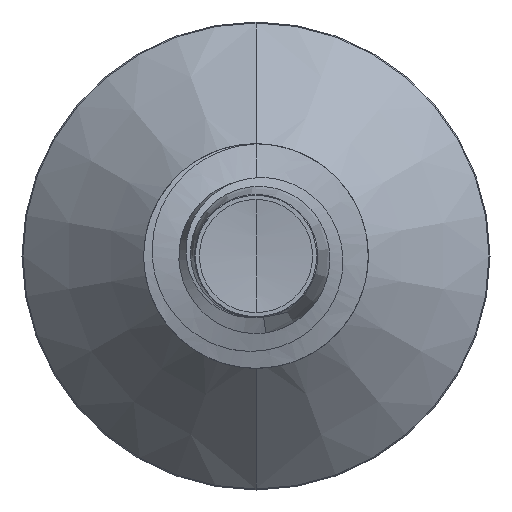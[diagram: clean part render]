
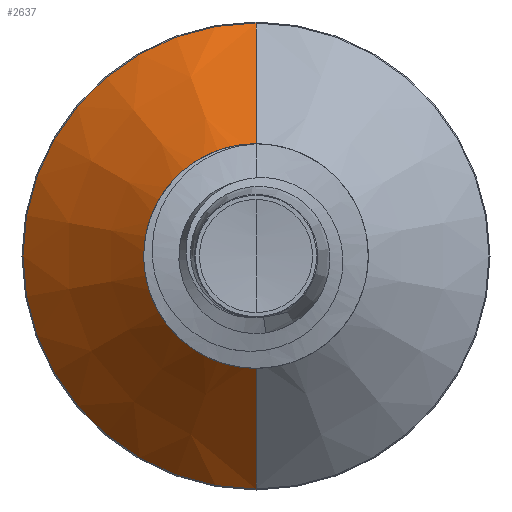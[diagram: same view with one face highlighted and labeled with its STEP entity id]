
A CAD part, front view. The second image highlights one B-rep face of the part: STEP entity #2637.
In plain terms, the highlighted conical face has half-angle 45 degrees and reference radius 1.633 mm.
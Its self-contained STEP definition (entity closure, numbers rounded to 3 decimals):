
#25 = DIRECTION ( 'NONE',  ( 0., 0., 1. ) ) ;
#28 = DIRECTION ( 'NONE',  ( 0., 1., 0. ) ) ;
#45 = CARTESIAN_POINT ( 'NONE',  ( 0., 6.332, 0. ) ) ;
#188 = DIRECTION ( 'NONE',  ( 0., 0.707, 0.707 ) ) ;
#212 = CARTESIAN_POINT ( 'NONE',  ( 0., 6.332, 1.632 ) ) ;
#494 = LINE ( 'NONE', #4146, #7064 ) ;
#2017 = EDGE_LOOP ( 'NONE', ( #2495, #12602, #9494, #4219 ) ) ;
#2279 = CARTESIAN_POINT ( 'NONE',  ( 0., 6.332, -1.632 ) ) ;
#2495 = ORIENTED_EDGE ( 'NONE', *, *, #10676, .F. ) ;
#2637 = ADVANCED_FACE ( 'NONE', ( #5134 ), #2914, .T. ) ;
#2902 = CARTESIAN_POINT ( 'NONE',  ( 0., 6.332, 1.632 ) ) ;
#2914 = CONICAL_SURFACE ( 'NONE', #7791, 1.632, 0.785 ) ;
#4146 = CARTESIAN_POINT ( 'NONE',  ( 0., 6.332, -1.632 ) ) ;
#4185 = DIRECTION ( 'NONE',  ( 0., 0.707, -0.707 ) ) ;
#4219 = ORIENTED_EDGE ( 'NONE', *, *, #9377, .F. ) ;
#4266 = CARTESIAN_POINT ( 'NONE',  ( 0., 8.335, 3.635 ) ) ;
#4377 = AXIS2_PLACEMENT_3D ( 'NONE', #11728, #11725, #11720 ) ;
#4664 = VERTEX_POINT ( 'NONE', #2279 ) ;
#5134 = FACE_OUTER_BOUND ( 'NONE', #2017, .T. ) ;
#5459 = CARTESIAN_POINT ( 'NONE',  ( 0., 8.335, -3.635 ) ) ;
#5470 = AXIS2_PLACEMENT_3D ( 'NONE', #45, #28, #25 ) ;
#5958 = DIRECTION ( 'NONE',  ( 0., 1., 0. ) ) ;
#5991 = DIRECTION ( 'NONE',  ( 0., 0., 1. ) ) ;
#6008 = CARTESIAN_POINT ( 'NONE',  ( 0., 6.332, 0. ) ) ;
#7064 = VECTOR ( 'NONE', #4185, 1000. ) ;
#7791 = AXIS2_PLACEMENT_3D ( 'NONE', #6008, #5958, #5991 ) ;
#7853 = VERTEX_POINT ( 'NONE', #5459 ) ;
#7960 = VECTOR ( 'NONE', #188, 1000. ) ;
#8654 = EDGE_CURVE ( 'NONE', #4664, #11601, #11715, .T. ) ;
#9377 = EDGE_CURVE ( 'NONE', #7853, #11463, #12395, .T. ) ;
#9494 = ORIENTED_EDGE ( 'NONE', *, *, #10155, .T. ) ;
#10155 = EDGE_CURVE ( 'NONE', #11601, #11463, #10678, .T. ) ;
#10676 = EDGE_CURVE ( 'NONE', #4664, #7853, #494, .T. ) ;
#10678 = LINE ( 'NONE', #212, #7960 ) ;
#11463 = VERTEX_POINT ( 'NONE', #4266 ) ;
#11601 = VERTEX_POINT ( 'NONE', #2902 ) ;
#11715 = CIRCLE ( 'NONE', #5470, 1.632 ) ;
#11720 = DIRECTION ( 'NONE',  ( 0., 0., 1. ) ) ;
#11725 = DIRECTION ( 'NONE',  ( 0., 1., 0. ) ) ;
#11728 = CARTESIAN_POINT ( 'NONE',  ( 0., 8.335, 0. ) ) ;
#12395 = CIRCLE ( 'NONE', #4377, 3.635 ) ;
#12602 = ORIENTED_EDGE ( 'NONE', *, *, #8654, .T. ) ;
